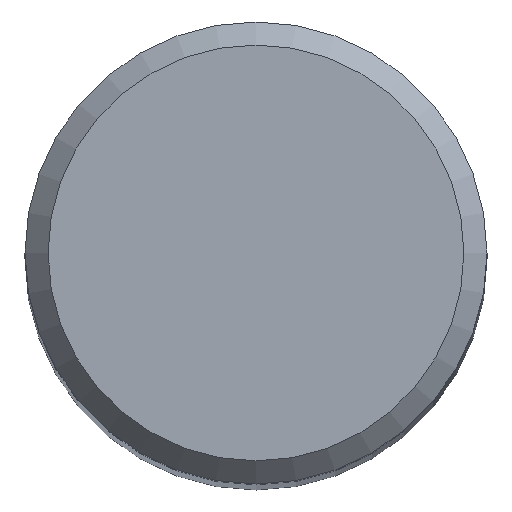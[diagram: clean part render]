
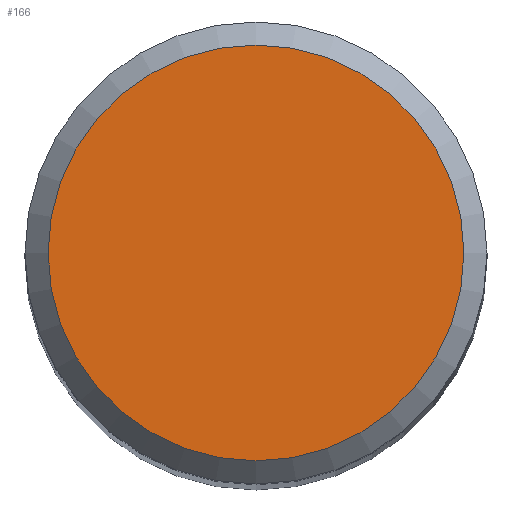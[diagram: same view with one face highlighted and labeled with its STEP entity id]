
A CAD part, top view. The second image highlights one B-rep face of the part: STEP entity #166.
In plain terms, the highlighted planar face has unit normal (0, 0, 1).
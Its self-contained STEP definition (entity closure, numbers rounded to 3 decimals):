
#126 = VERTEX_POINT('', #127);
#127 = CARTESIAN_POINT('', (-4.5, 0., 0.));
#133 = EDGE_CURVE('', #126, #126, #134, .T.);
#134 = CIRCLE('', #135, 4.5);
#135 = AXIS2_PLACEMENT_3D('', #136, #137, #138);
#136 = CARTESIAN_POINT('', (0., 0., 0.));
#137 = DIRECTION('', (0., 0., -1.));
#138 = DIRECTION('', (-1., 0., 0.));
#166 = ADVANCED_FACE('', (#167), #170, .T.);
#167 = FACE_OUTER_BOUND('', #168, .T.);
#168 = EDGE_LOOP('', (#169));
#169 = ORIENTED_EDGE('', *, *, #133, .F.);
#170 = PLANE('', #171);
#171 = AXIS2_PLACEMENT_3D('', #172, #173, #174);
#172 = CARTESIAN_POINT('', (7., -7., 0.));
#173 = DIRECTION('', (0., 0., 1.));
#174 = DIRECTION('', (0., 1., 0.));
